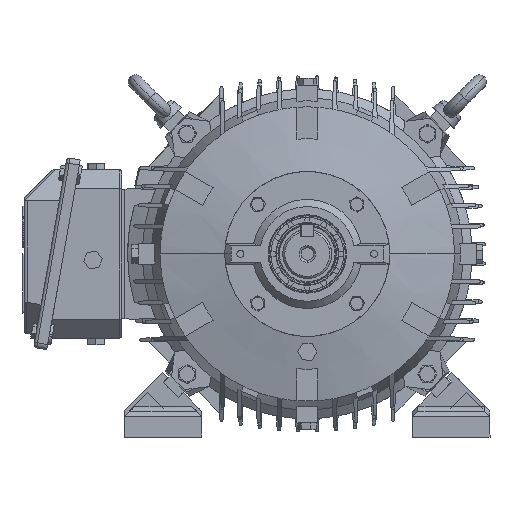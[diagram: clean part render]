
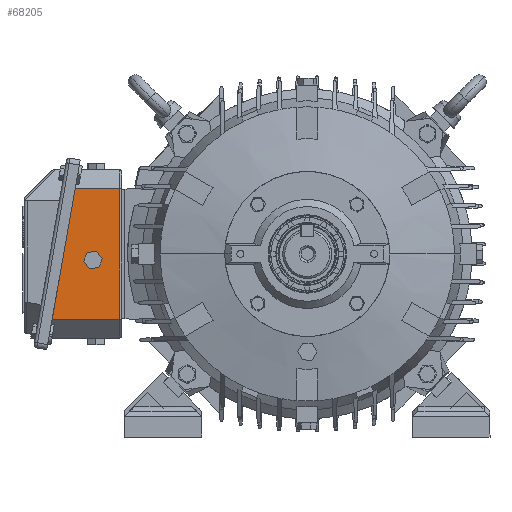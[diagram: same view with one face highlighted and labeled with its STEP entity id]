
A CAD part, left-side view. The second image highlights one B-rep face of the part: STEP entity #68205.
In plain terms, the highlighted face is planar.
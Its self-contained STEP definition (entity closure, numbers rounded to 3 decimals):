
#7062 = CARTESIAN_POINT ( 'NONE',  ( 87.503, 28.088, -78. ) ) ;
#7251 = EDGE_CURVE ( 'NONE', #18458, #11479, #102821, .T. ) ;
#7295 = CARTESIAN_POINT ( 'NONE',  ( 0., 0., -78. ) ) ;
#8567 = AXIS2_PLACEMENT_3D ( 'NONE', #57146, #90365, #23996 ) ;
#10304 = CARTESIAN_POINT ( 'NONE',  ( 18.343, 2., -78. ) ) ;
#10646 = VECTOR ( 'NONE', #71310, 1000. ) ;
#11479 = VERTEX_POINT ( 'NONE', #80161 ) ;
#12556 = CARTESIAN_POINT ( 'NONE',  ( 18.343, 45.436, -78. ) ) ;
#16087 = EDGE_LOOP ( 'NONE', ( #95021, #50221 ) ) ;
#17503 = EDGE_LOOP ( 'NONE', ( #90429, #83072, #69267, #83010 ) ) ;
#18458 = VERTEX_POINT ( 'NONE', #52093 ) ;
#18897 = VECTOR ( 'NONE', #67957, 1000. ) ;
#20787 = EDGE_CURVE ( 'NONE', #25171, #11479, #28335, .T. ) ;
#22285 = EDGE_CURVE ( 'NONE', #30454, #101893, #95227, .T. ) ;
#23996 = DIRECTION ( 'NONE',  ( -1., 0., 0. ) ) ;
#25171 = VERTEX_POINT ( 'NONE', #12556 ) ;
#28335 = LINE ( 'NONE', #74547, #42480 ) ;
#30454 = VERTEX_POINT ( 'NONE', #73791 ) ;
#30636 = AXIS2_PLACEMENT_3D ( 'NONE', #7062, #73042, #96200 ) ;
#42480 = VECTOR ( 'NONE', #75949, 1000. ) ;
#44176 = AXIS2_PLACEMENT_3D ( 'NONE', #7295, #49164, #73266 ) ;
#46428 = CARTESIAN_POINT ( 'NONE',  ( 18.343, 2., -78. ) ) ;
#47367 = EDGE_CURVE ( 'NONE', #25171, #71440, #71458, .T. ) ;
#49164 = DIRECTION ( 'NONE',  ( 0., 0., -1. ) ) ;
#49584 = VECTOR ( 'NONE', #53521, 1000. ) ;
#50221 = ORIENTED_EDGE ( 'NONE', *, *, #22285, .F. ) ;
#51979 = LINE ( 'NONE', #46428, #10646 ) ;
#52093 = CARTESIAN_POINT ( 'NONE',  ( 144.983, 2., -78. ) ) ;
#53434 = EDGE_CURVE ( 'NONE', #18458, #71440, #51979, .T. ) ;
#53521 = DIRECTION ( 'NONE',  ( 0., -1., 0. ) ) ;
#57146 = CARTESIAN_POINT ( 'NONE',  ( 87.503, 28.088, -78. ) ) ;
#58897 = EDGE_CURVE ( 'NONE', #101893, #30454, #79555, .T. ) ;
#59867 = FACE_BOUND ( 'NONE', #16087, .T. ) ;
#67957 = DIRECTION ( 'NONE',  ( 0., 1., 0. ) ) ;
#68205 = ADVANCED_FACE ( 'NONE', ( #59867, #98708 ), #98627, .T. ) ;
#69267 = ORIENTED_EDGE ( 'NONE', *, *, #47367, .F. ) ;
#69748 = CARTESIAN_POINT ( 'NONE',  ( 18.343, 0., -78. ) ) ;
#71310 = DIRECTION ( 'NONE',  ( -1., 0., 0. ) ) ;
#71440 = VERTEX_POINT ( 'NONE', #10304 ) ;
#71458 = LINE ( 'NONE', #69748, #49584 ) ;
#73042 = DIRECTION ( 'NONE',  ( 0., 0., -1. ) ) ;
#73266 = DIRECTION ( 'NONE',  ( -1., 0., 0. ) ) ;
#73791 = CARTESIAN_POINT ( 'NONE',  ( 92.503, 28.088, -78. ) ) ;
#74547 = CARTESIAN_POINT ( 'NONE',  ( -7.217, 40.929, -78. ) ) ;
#75949 = DIRECTION ( 'NONE',  ( 0.985, 0.174, 0. ) ) ;
#79555 = CIRCLE ( 'NONE', #30636, 5. ) ;
#80161 = CARTESIAN_POINT ( 'NONE',  ( 144.983, 67.766, -78. ) ) ;
#83010 = ORIENTED_EDGE ( 'NONE', *, *, #20787, .T. ) ;
#83072 = ORIENTED_EDGE ( 'NONE', *, *, #53434, .T. ) ;
#90365 = DIRECTION ( 'NONE',  ( 0., 0., -1. ) ) ;
#90429 = ORIENTED_EDGE ( 'NONE', *, *, #7251, .F. ) ;
#91467 = CARTESIAN_POINT ( 'NONE',  ( 144.983, 0., -78. ) ) ;
#91714 = CARTESIAN_POINT ( 'NONE',  ( 82.503, 28.088, -78. ) ) ;
#95021 = ORIENTED_EDGE ( 'NONE', *, *, #58897, .F. ) ;
#95227 = CIRCLE ( 'NONE', #8567, 5. ) ;
#96200 = DIRECTION ( 'NONE',  ( -1., 0., 0. ) ) ;
#98627 = PLANE ( 'NONE',  #44176 ) ;
#98708 = FACE_OUTER_BOUND ( 'NONE', #17503, .T. ) ;
#101893 = VERTEX_POINT ( 'NONE', #91714 ) ;
#102821 = LINE ( 'NONE', #91467, #18897 ) ;
